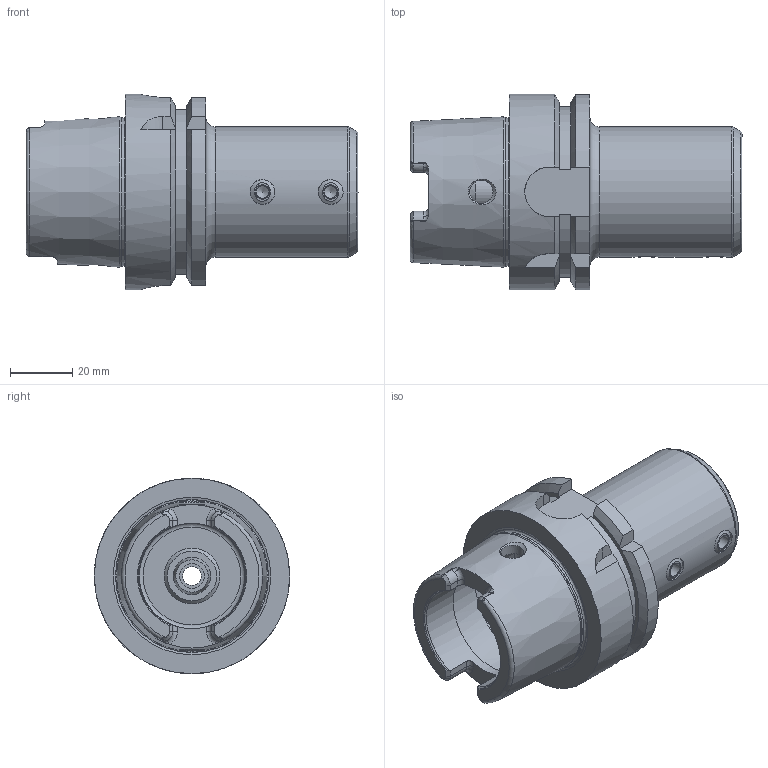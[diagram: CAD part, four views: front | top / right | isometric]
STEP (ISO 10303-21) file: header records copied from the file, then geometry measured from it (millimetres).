
FILE_DESCRIPTION((''),'2;1');
FILE_NAME('591075012075-3D.stp','2019-12-10T12:01:44',('nttooll'),(''),'Autodesk Inventor 2012','Autodesk Inventor 2012','');
FILE_SCHEMA(('AUTOMOTIVE_DESIGN { 1 0 10303 214 1 1 1 1 }'));
Length unit declared in the file: millimetre
Products named in the file (1): 591075012075-3D
Bounding box: 107 x 63 x 63 mm (x, y, z)
Volume: 146961.4 mm3; surface area: 32130.5 mm2
Topology: 1 solids, 1 shells, 152 faces, 381 edges, 240 vertices
Faces by surface type: plane 50, cylinder 48, cone 34, torus 20
Full cylindrical faces by diameter (mm): 4 x2, 4.619 x2, 5.5 x2, 6 x1, 7.5 x2, 8 x5, 11.3 x1, 12 x2, 12.4 x1, 18 x1, 34 x1, 34.5 x1, 40 x1, 42 x1, 48 x1, 63 x1
Entity records: 4730 total; most frequent: CARTESIAN_POINT 1431, DIRECTION 678, ORIENTED_EDGE 622, EDGE_CURVE 311, AXIS2_PLACEMENT_3D 288, VERTEX_POINT 225, EDGE_LOOP 222, FACE_OUTER_BOUND 152
